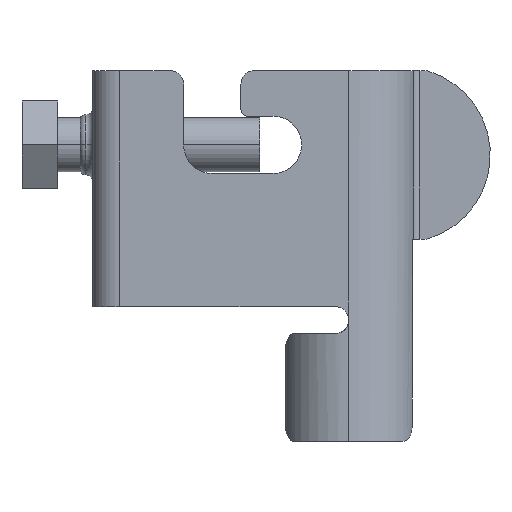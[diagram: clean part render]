
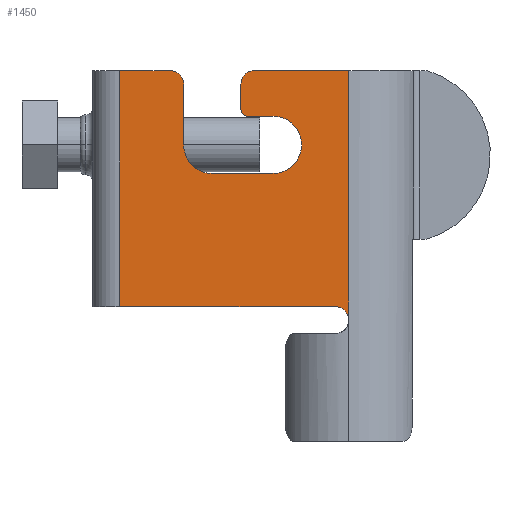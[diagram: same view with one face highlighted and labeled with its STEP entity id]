
A CAD part, left-side view. The second image highlights one B-rep face of the part: STEP entity #1450.
In plain terms, the highlighted planar face has unit normal (-1, 0, 0).
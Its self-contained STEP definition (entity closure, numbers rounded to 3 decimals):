
#53 = EDGE_CURVE ( 'NONE', #3203, #2780, #341, .T. ) ;
#61 = CARTESIAN_POINT ( 'NONE',  ( 43.889, -25.482, 84.75 ) ) ;
#69 = ORIENTED_EDGE ( 'NONE', *, *, #3192, .F. ) ;
#153 = DIRECTION ( 'NONE',  ( 0., 0., -1. ) ) ;
#215 = VECTOR ( 'NONE', #153, 1000. ) ;
#256 = CIRCLE ( 'NONE', #2115, 2. ) ;
#260 = VECTOR ( 'NONE', #1848, 1000. ) ;
#265 = VECTOR ( 'NONE', #1094, 1000. ) ;
#277 = CARTESIAN_POINT ( 'NONE',  ( 43.889, -40.11, 55.182 ) ) ;
#290 = DIRECTION ( 'NONE',  ( 0., -1., 0. ) ) ;
#319 = ORIENTED_EDGE ( 'NONE', *, *, #1249, .T. ) ;
#341 = LINE ( 'NONE', #803, #260 ) ;
#350 = LINE ( 'NONE', #420, #215 ) ;
#399 = ORIENTED_EDGE ( 'NONE', *, *, #2859, .T. ) ;
#420 = CARTESIAN_POINT ( 'NONE',  ( 43.889, -15.982, 65.5 ) ) ;
#472 = VERTEX_POINT ( 'NONE', #1275 ) ;
#497 = CIRCLE ( 'NONE', #1822, 1. ) ;
#499 = ORIENTED_EDGE ( 'NONE', *, *, #2055, .F. ) ;
#501 = VERTEX_POINT ( 'NONE', #1557 ) ;
#522 = EDGE_CURVE ( 'NONE', #686, #501, #2312, .T. ) ;
#550 = DIRECTION ( 'NONE',  ( -1., 0., 0. ) ) ;
#569 = CIRCLE ( 'NONE', #1005, 2. ) ;
#646 = ORIENTED_EDGE ( 'NONE', *, *, #53, .F. ) ;
#651 = CARTESIAN_POINT ( 'NONE',  ( 43.889, -38.482, 55.5 ) ) ;
#654 = VERTEX_POINT ( 'NONE', #651 ) ;
#686 = VERTEX_POINT ( 'NONE', #861 ) ;
#699 = VERTEX_POINT ( 'NONE', #2202 ) ;
#756 = ORIENTED_EDGE ( 'NONE', *, *, #3225, .F. ) ;
#798 = VERTEX_POINT ( 'NONE', #2858 ) ;
#802 = VERTEX_POINT ( 'NONE', #1339 ) ;
#803 = CARTESIAN_POINT ( 'NONE',  ( 43.889, -26.506, 83.75 ) ) ;
#816 = ORIENTED_EDGE ( 'NONE', *, *, #2219, .F. ) ;
#825 = LINE ( 'NONE', #2596, #265 ) ;
#854 = CARTESIAN_POINT ( 'NONE',  ( 43.889, -24.482, 65.5 ) ) ;
#861 = CARTESIAN_POINT ( 'NONE',  ( 43.889, -20.232, 75.25 ) ) ;
#866 = VECTOR ( 'NONE', #290, 1000. ) ;
#872 = CARTESIAN_POINT ( 'NONE',  ( 43.889, -40.482, 90.5 ) ) ;
#935 = CIRCLE ( 'NONE', #1044, 4.25 ) ;
#941 = VERTEX_POINT ( 'NONE', #2643 ) ;
#955 = VECTOR ( 'NONE', #1056, 1000. ) ;
#983 = VERTEX_POINT ( 'NONE', #872 ) ;
#1005 = AXIS2_PLACEMENT_3D ( 'NONE', #2815, #2023, #1562 ) ;
#1013 = VECTOR ( 'NONE', #2664, 1000. ) ;
#1026 = CARTESIAN_POINT ( 'NONE',  ( 43.889, -24.482, 88.5 ) ) ;
#1029 = EDGE_CURVE ( 'NONE', #501, #3203, #935, .T. ) ;
#1044 = AXIS2_PLACEMENT_3D ( 'NONE', #1207, #2739, #2965 ) ;
#1056 = DIRECTION ( 'NONE',  ( 0., -1., 0. ) ) ;
#1061 = CARTESIAN_POINT ( 'NONE',  ( 43.889, -29.232, 83.75 ) ) ;
#1066 = CARTESIAN_POINT ( 'NONE',  ( 43.889, -13.982, 90.5 ) ) ;
#1094 = DIRECTION ( 'NONE',  ( 0., -1., 0. ) ) ;
#1114 = LINE ( 'NONE', #3074, #3257 ) ;
#1172 = ORIENTED_EDGE ( 'NONE', *, *, #2620, .F. ) ;
#1207 = CARTESIAN_POINT ( 'NONE',  ( 43.889, -29.232, 79.5 ) ) ;
#1249 = EDGE_CURVE ( 'NONE', #472, #699, #2381, .T. ) ;
#1275 = CARTESIAN_POINT ( 'NONE',  ( 43.889, -6.482, 90.5 ) ) ;
#1296 = DIRECTION ( 'NONE',  ( 0., 1., 0. ) ) ;
#1339 = CARTESIAN_POINT ( 'NONE',  ( 43.889, -15.982, 79.5 ) ) ;
#1450 = ADVANCED_FACE ( 'NONE', ( #1779 ), #2292, .T. ) ;
#1493 = VERTEX_POINT ( 'NONE', #1914 ) ;
#1533 = ORIENTED_EDGE ( 'NONE', *, *, #2369, .F. ) ;
#1548 = CARTESIAN_POINT ( 'NONE',  ( 43.889, -25.482, 83.75 ) ) ;
#1550 = DIRECTION ( 'NONE',  ( 0., 1., 0. ) ) ;
#1557 = CARTESIAN_POINT ( 'NONE',  ( 43.889, -29.232, 75.25 ) ) ;
#1562 = DIRECTION ( 'NONE',  ( 0., -1., 0. ) ) ;
#1568 = DIRECTION ( 'NONE',  ( 0., -1., 0. ) ) ;
#1577 = CARTESIAN_POINT ( 'NONE',  ( 43.889, -26.482, 88.5 ) ) ;
#1703 = LINE ( 'NONE', #2480, #2940 ) ;
#1704 = CIRCLE ( 'NONE', #2976, 4.25 ) ;
#1779 = FACE_OUTER_BOUND ( 'NONE', #3066, .T. ) ;
#1805 = DIRECTION ( 'NONE',  ( -1., 0., 0. ) ) ;
#1822 = AXIS2_PLACEMENT_3D ( 'NONE', #61, #1805, #2543 ) ;
#1823 = EDGE_CURVE ( 'NONE', #654, #699, #1114, .T. ) ;
#1848 = DIRECTION ( 'NONE',  ( 0., 1., 0. ) ) ;
#1914 = CARTESIAN_POINT ( 'NONE',  ( 43.889, -40.482, 53.5 ) ) ;
#1919 = DIRECTION ( 'NONE',  ( 0., -1., 0. ) ) ;
#2009 = DIRECTION ( 'NONE',  ( 0., 1., 0. ) ) ;
#2023 = DIRECTION ( 'NONE',  ( 1., 0., 0. ) ) ;
#2037 = LINE ( 'NONE', #2526, #866 ) ;
#2043 = ORIENTED_EDGE ( 'NONE', *, *, #1029, .F. ) ;
#2055 = EDGE_CURVE ( 'NONE', #983, #1493, #1703, .T. ) ;
#2085 = CARTESIAN_POINT ( 'NONE',  ( 43.889, -15.982, 88.5 ) ) ;
#2087 = VECTOR ( 'NONE', #2376, 1000. ) ;
#2115 = AXIS2_PLACEMENT_3D ( 'NONE', #1577, #2288, #2009 ) ;
#2193 = ORIENTED_EDGE ( 'NONE', *, *, #2868, .F. ) ;
#2202 = CARTESIAN_POINT ( 'NONE',  ( 43.889, -6.482, 55.5 ) ) ;
#2219 = EDGE_CURVE ( 'NONE', #941, #983, #825, .T. ) ;
#2288 = DIRECTION ( 'NONE',  ( -1., 0., 0. ) ) ;
#2292 = PLANE ( 'NONE',  #2390 ) ;
#2296 = CARTESIAN_POINT ( 'NONE',  ( 43.889, -26.506, 75.25 ) ) ;
#2307 = DIRECTION ( 'NONE',  ( -1., 0., 0. ) ) ;
#2312 = LINE ( 'NONE', #2296, #955 ) ;
#2369 = EDGE_CURVE ( 'NONE', #2853, #802, #350, .T. ) ;
#2376 = DIRECTION ( 'NONE',  ( 0., 0., 1. ) ) ;
#2381 = LINE ( 'NONE', #2614, #1013 ) ;
#2390 = AXIS2_PLACEMENT_3D ( 'NONE', #277, #2307, #1568 ) ;
#2406 = EDGE_CURVE ( 'NONE', #1493, #654, #2500, .T. ) ;
#2436 = ORIENTED_EDGE ( 'NONE', *, *, #3260, .T. ) ;
#2480 = CARTESIAN_POINT ( 'NONE',  ( 43.889, -40.482, 73.5 ) ) ;
#2482 = ORIENTED_EDGE ( 'NONE', *, *, #1823, .F. ) ;
#2500 = CIRCLE ( 'NONE', #2604, 2. ) ;
#2526 = CARTESIAN_POINT ( 'NONE',  ( 43.889, -26.506, 90.5 ) ) ;
#2543 = DIRECTION ( 'NONE',  ( 0., 1., 0. ) ) ;
#2596 = CARTESIAN_POINT ( 'NONE',  ( 43.889, -26.506, 90.5 ) ) ;
#2604 = AXIS2_PLACEMENT_3D ( 'NONE', #2648, #3189, #1919 ) ;
#2614 = CARTESIAN_POINT ( 'NONE',  ( 43.889, -6.482, 65.5 ) ) ;
#2620 = EDGE_CURVE ( 'NONE', #798, #2860, #2675, .T. ) ;
#2643 = CARTESIAN_POINT ( 'NONE',  ( 43.889, -26.482, 90.5 ) ) ;
#2648 = CARTESIAN_POINT ( 'NONE',  ( 43.889, -38.482, 53.5 ) ) ;
#2664 = DIRECTION ( 'NONE',  ( 0., 0., -1. ) ) ;
#2675 = LINE ( 'NONE', #854, #2087 ) ;
#2685 = ORIENTED_EDGE ( 'NONE', *, *, #522, .F. ) ;
#2716 = ORIENTED_EDGE ( 'NONE', *, *, #2406, .F. ) ;
#2739 = DIRECTION ( 'NONE',  ( -1., 0., 0. ) ) ;
#2780 = VERTEX_POINT ( 'NONE', #1548 ) ;
#2815 = CARTESIAN_POINT ( 'NONE',  ( 43.889, -13.982, 88.5 ) ) ;
#2827 = VERTEX_POINT ( 'NONE', #1066 ) ;
#2833 = CARTESIAN_POINT ( 'NONE',  ( 43.889, -20.232, 79.5 ) ) ;
#2853 = VERTEX_POINT ( 'NONE', #2085 ) ;
#2858 = CARTESIAN_POINT ( 'NONE',  ( 43.889, -24.482, 84.75 ) ) ;
#2859 = EDGE_CURVE ( 'NONE', #798, #2780, #497, .T. ) ;
#2860 = VERTEX_POINT ( 'NONE', #1026 ) ;
#2868 = EDGE_CURVE ( 'NONE', #472, #2827, #2037, .T. ) ;
#2940 = VECTOR ( 'NONE', #2999, 1000. ) ;
#2965 = DIRECTION ( 'NONE',  ( 0., 1., 0. ) ) ;
#2976 = AXIS2_PLACEMENT_3D ( 'NONE', #2833, #550, #1296 ) ;
#2999 = DIRECTION ( 'NONE',  ( 0., 0., -1. ) ) ;
#3066 = EDGE_LOOP ( 'NONE', ( #2193, #319, #2482, #2716, #499, #816, #2436, #1172, #399, #646, #2043, #2685, #756, #1533, #69 ) ) ;
#3074 = CARTESIAN_POINT ( 'NONE',  ( 43.889, -26.506, 55.5 ) ) ;
#3189 = DIRECTION ( 'NONE',  ( -1., 0., 0. ) ) ;
#3192 = EDGE_CURVE ( 'NONE', #2827, #2853, #569, .T. ) ;
#3203 = VERTEX_POINT ( 'NONE', #1061 ) ;
#3225 = EDGE_CURVE ( 'NONE', #802, #686, #1704, .T. ) ;
#3257 = VECTOR ( 'NONE', #1550, 1000. ) ;
#3260 = EDGE_CURVE ( 'NONE', #941, #2860, #256, .T. ) ;
